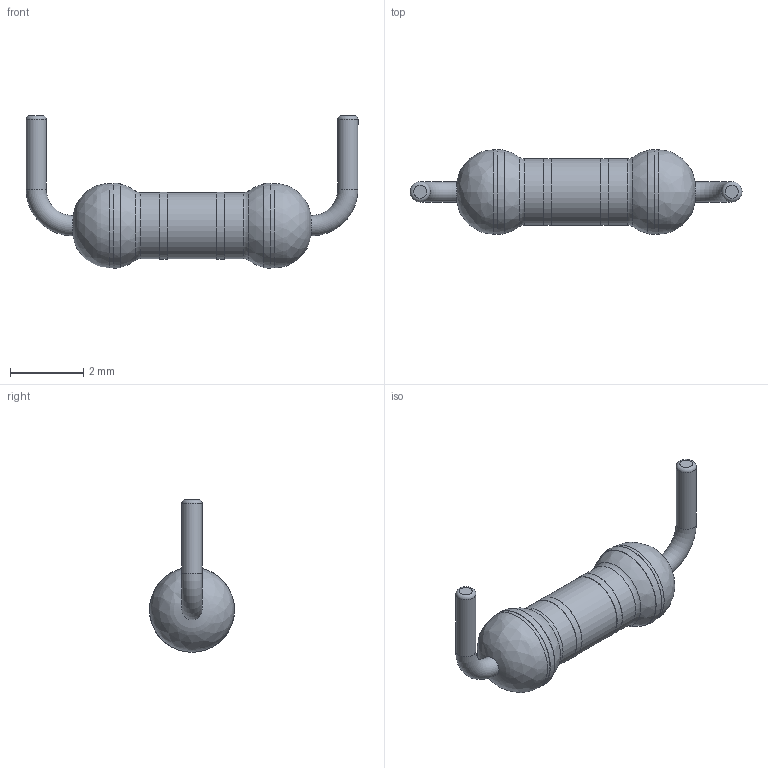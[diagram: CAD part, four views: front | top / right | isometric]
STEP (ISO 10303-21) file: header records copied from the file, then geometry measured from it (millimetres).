
FILE_DESCRIPTION(/* description */ (''),/* implementation_level */ '2;1');
FILE_NAME(/* name */ 'CF14JT10K0.stp',/* time_stamp */ '2020-11-14T13:12:50-05:00',/* author */ ('Admin'),/* organization */ (''),/* preprocessor_version */ 'ST-DEVELOPER v18',/* originating_system */ 'Autodesk Inventor 2020',/* authorisation */ '');
FILE_SCHEMA (('AUTOMOTIVE_DESIGN { 1 0 10303 214 3 1 1 }'));
Length unit declared in the file: millimetre
Products named in the file (1): CF14JT10K0
Bounding box: 9.05 x 2.32 x 4.16 mm (x, y, z)
Volume: 20.8 mm3; surface area: 56.3 mm2
Topology: 1 solids, 1 shells, 33 faces, 98 edges, 81 vertices
Faces by surface type: cylinder 11, plane 10, torus 6, bspline 6
Full cylindrical faces by diameter (mm): 0.55 x4, 1.8 x3, 1.82 x2, 2.3 x2
Entity records: 1437 total; most frequent: CARTESIAN_POINT 364, DIRECTION 229, ORIENTED_EDGE 178, AXIS2_PLACEMENT_3D 109, EDGE_CURVE 89, CIRCLE 81, VERTEX_POINT 66, EDGE_LOOP 41
